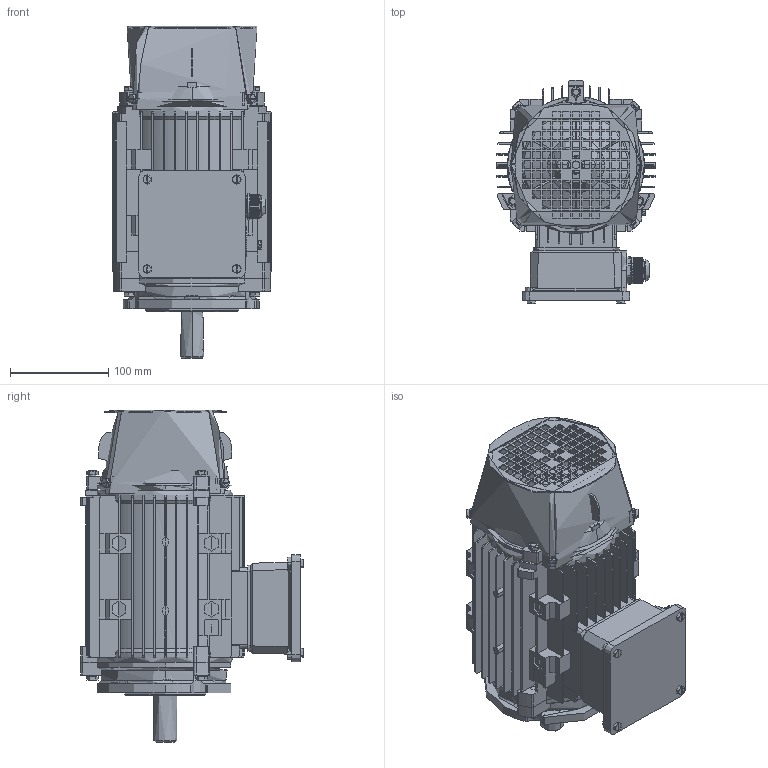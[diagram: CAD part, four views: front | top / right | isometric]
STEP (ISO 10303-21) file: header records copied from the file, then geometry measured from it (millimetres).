
FILE_DESCRIPTION (( 'STEP AP203' ), '1' );
FILE_NAME ('JL3-90L-B14A.STEP', '2021-09-19T02:40:34', ( 'Windows 用户' ), ( '微软中国' ), 'SwSTEP 2.0', 'SolidWorks 2016', '' );
FILE_SCHEMA (( 'CONFIG_CONTROL_DESIGN' ));
Products named in the file (1): JL3-90L-B14A
Bounding box: 162 x 226.48 x 337.5 mm (x, y, z)
Topology: 0 solids, 55 shells, 3354 faces, 9180 edges, 6023 vertices
Faces by surface type: plane 1950, cylinder 913, bspline 259, cone 232
Entity records: 225413 total; most frequent: CARTESIAN_POINT 142751, ORIENTED_EDGE 18304, DIRECTION 15563, EDGE_CURVE 9174, VERTEX_POINT 6024, VECTOR 5213, LINE 5213, AXIS2_PLACEMENT_3D 5175
